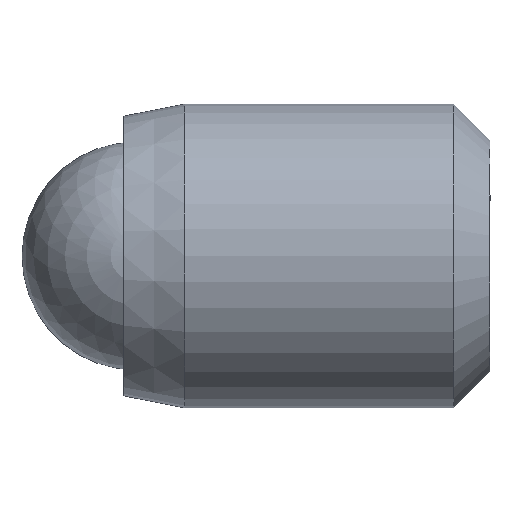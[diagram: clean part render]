
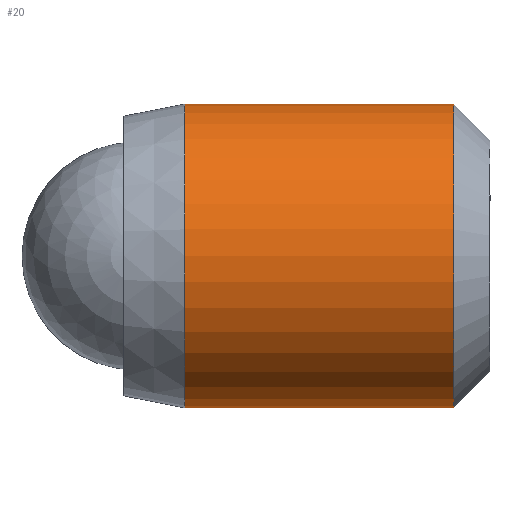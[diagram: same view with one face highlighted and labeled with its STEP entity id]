
A CAD part, top view. The second image highlights one B-rep face of the part: STEP entity #20.
In plain terms, the highlighted cylindrical face has radius 3.175 mm (diameter 6.35 mm), a partial arc.
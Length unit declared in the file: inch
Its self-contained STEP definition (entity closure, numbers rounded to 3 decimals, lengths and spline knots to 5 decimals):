
#19 = EDGE_LOOP ( 'NONE', ( #48, #44, #46, #28 ) ) ;
#20 = ADVANCED_FACE ( 'NONE', ( #276 ), #256, .T. ) ;
#21 = EDGE_CURVE ( 'NONE', #53, #45, #257, .T. ) ;
#28 = ORIENTED_EDGE ( 'NONE', *, *, #37, .F. ) ;
#37 = EDGE_CURVE ( 'NONE', #55, #42, #326, .T. ) ;
#42 = VERTEX_POINT ( 'NONE', #352 ) ;
#44 = ORIENTED_EDGE ( 'NONE', *, *, #21, .T. ) ;
#45 = VERTEX_POINT ( 'NONE', #350 ) ;
#46 = ORIENTED_EDGE ( 'NONE', *, *, #47, .F. ) ;
#47 = EDGE_CURVE ( 'NONE', #42, #45, #348, .T. ) ;
#48 = ORIENTED_EDGE ( 'NONE', *, *, #51, .T. ) ;
#51 = EDGE_CURVE ( 'NONE', #55, #53, #397, .T. ) ;
#53 = VERTEX_POINT ( 'NONE', #388 ) ;
#55 = VERTEX_POINT ( 'NONE', #387 ) ;
#253 = DIRECTION ( 'NONE',  ( 0., 1., 0. ) ) ;
#254 = DIRECTION ( 'NONE',  ( 1., 0., 0. ) ) ;
#255 = AXIS2_PLACEMENT_3D ( 'NONE', #258, #254, #253 ) ;
#256 = CYLINDRICAL_SURFACE ( 'NONE', #255, 0.125 ) ;
#257 = LINE ( 'NONE', #311, #310 ) ;
#258 = CARTESIAN_POINT ( 'NONE',  ( 0.09773, 0.03738, -0.07697 ) ) ;
#276 = FACE_OUTER_BOUND ( 'NONE', #19, .T. ) ;
#309 = DIRECTION ( 'NONE',  ( 1., 0., 0. ) ) ;
#310 = VECTOR ( 'NONE', #309, 39.37008 ) ;
#311 = CARTESIAN_POINT ( 'NONE',  ( 0.09773, -0.08762, -0.07697 ) ) ;
#322 = DIRECTION ( 'NONE',  ( 1., 0., 0. ) ) ;
#323 = VECTOR ( 'NONE', #322, 39.37008 ) ;
#324 = CARTESIAN_POINT ( 'NONE',  ( 0.09773, 0.16238, -0.07697 ) ) ;
#326 = LINE ( 'NONE', #324, #323 ) ;
#344 = DIRECTION ( 'NONE',  ( 0., 1., 0. ) ) ;
#345 = DIRECTION ( 'NONE',  ( 1., 0., 0. ) ) ;
#346 = CARTESIAN_POINT ( 'NONE',  ( 0.06773, 0.03738, -0.07697 ) ) ;
#347 = AXIS2_PLACEMENT_3D ( 'NONE', #346, #345, #344 ) ;
#348 = CIRCLE ( 'NONE', #347, 0.125 ) ;
#350 = CARTESIAN_POINT ( 'NONE',  ( 0.06773, -0.08762, -0.07697 ) ) ;
#352 = CARTESIAN_POINT ( 'NONE',  ( 0.06773, 0.16238, -0.07697 ) ) ;
#387 = CARTESIAN_POINT ( 'NONE',  ( -0.15352, 0.16238, -0.07697 ) ) ;
#388 = CARTESIAN_POINT ( 'NONE',  ( -0.15352, -0.08762, -0.07697 ) ) ;
#393 = DIRECTION ( 'NONE',  ( 0., 1., 0. ) ) ;
#394 = DIRECTION ( 'NONE',  ( 1., 0., 0. ) ) ;
#395 = CARTESIAN_POINT ( 'NONE',  ( -0.15352, 0.03738, -0.07697 ) ) ;
#396 = AXIS2_PLACEMENT_3D ( 'NONE', #395, #394, #393 ) ;
#397 = CIRCLE ( 'NONE', #396, 0.125 ) ;
